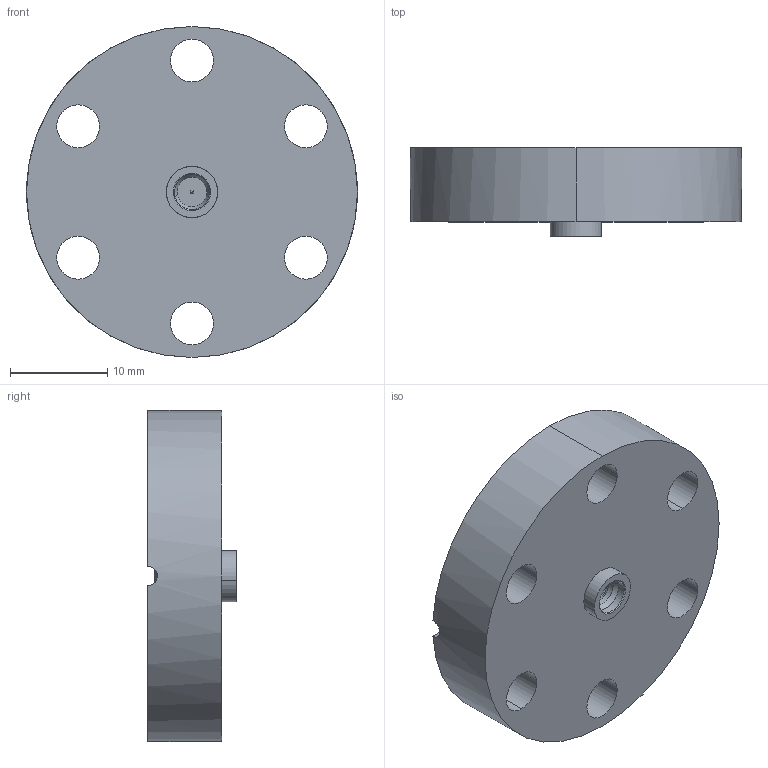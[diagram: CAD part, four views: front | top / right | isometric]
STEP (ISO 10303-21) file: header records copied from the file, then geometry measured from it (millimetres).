
FILE_DESCRIPTION (( 'STEP AP214' ), '1' );
FILE_NAME ('242-SMPD-LD-C16_00.STEP', '2024-10-11T10:00:35', ( '' ), ( '' ), 'SwSTEP 2.0', 'SolidWorks 2022', '' );
FILE_SCHEMA (( 'AUTOMOTIVE_DESIGN' ));
Length unit declared in the file: millimetre
Products named in the file (3): 9242-SMPD-C16-X_9242-SMPD-C16; 242-SMPD-LD; 242-SMPD-LD-C16_00
Assembly tree (2 placements, depth 2):
  242-SMPD-LD-C16_00
    9242-SMPD-C16-X_9242-SMPD-C16
    242-SMPD-LD
Bounding box: 34 x 9.1 x 34 mm (x, y, z)
Volume: 5766 mm3; surface area: 3485.4 mm2
Topology: 3 solids, 3 shells, 66 faces, 154 edges, 92 vertices
Faces by surface type: cylinder 36, cone 16, plane 8, sphere 4, torus 2
Entity records: 2059 total; most frequent: DIRECTION 372, CARTESIAN_POINT 369, ORIENTED_EDGE 292, AXIS2_PLACEMENT_3D 159, EDGE_CURVE 146, CIRCLE 88, VERTEX_POINT 88, EDGE_LOOP 82
